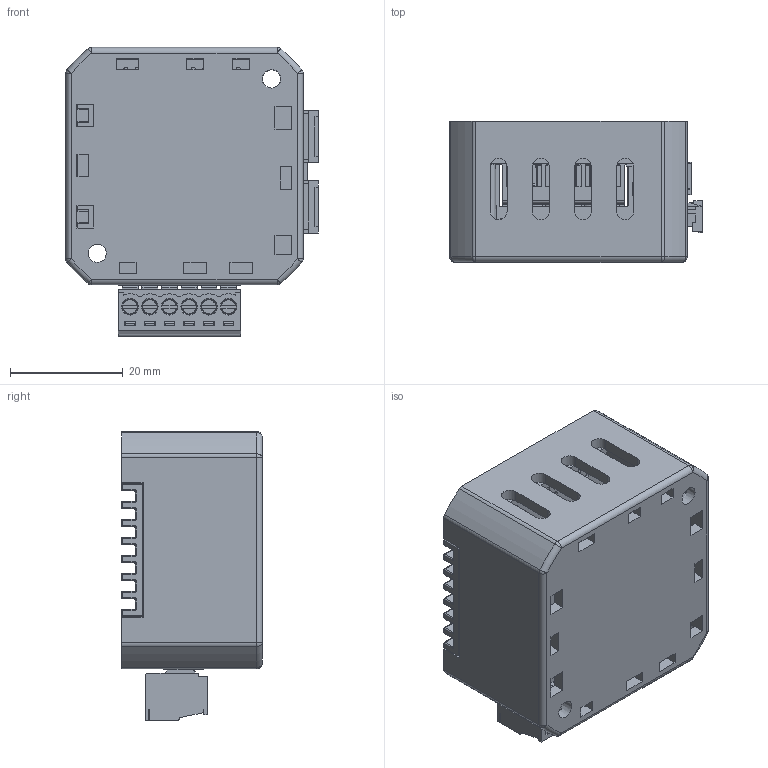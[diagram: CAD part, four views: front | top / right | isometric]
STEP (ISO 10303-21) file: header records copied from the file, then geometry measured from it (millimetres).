
FILE_DESCRIPTION (( 'STEP AP214' ), '1' );
FILE_NAME ('STF03-C-mini 21.04.07.STEP', '2021-04-07T06:52:58', ( '' ), ( '' ), 'SwSTEP 2.0', 'SolidWorks 2015', '' );
FILE_SCHEMA (( 'AUTOMOTIVE_DESIGN' ));
Length unit declared in the file: millimetre
Products named in the file (2): STF03-C-mini 21.04.07
Bounding box: 44.9 x 25 x 51.4 mm (x, y, z)
Volume: 20501.8 mm3; surface area: 28305.6 mm2
Topology: 14 solids, 17 shells, 2314 faces, 6316 edges, 4089 vertices
Faces by surface type: plane 1774, cylinder 399, bspline 41, sphere 40, torus 40, cone 20
Full cylindrical faces by diameter (mm): 0.8 x54, 1.1 x2, 1.2 x1, 1.4 x6, 2 x6, 2.87 x3, 2.95 x12, 3.7 x2
Entity records: 98681 total; most frequent: CARTESIAN_POINT 14933, ORIENTED_EDGE 12308, DIRECTION 11309, EDGE_CURVE 6154, VECTOR 5065, LINE 5065, VERTEX_POINT 4069, AXIS2_PLACEMENT_3D 3122
